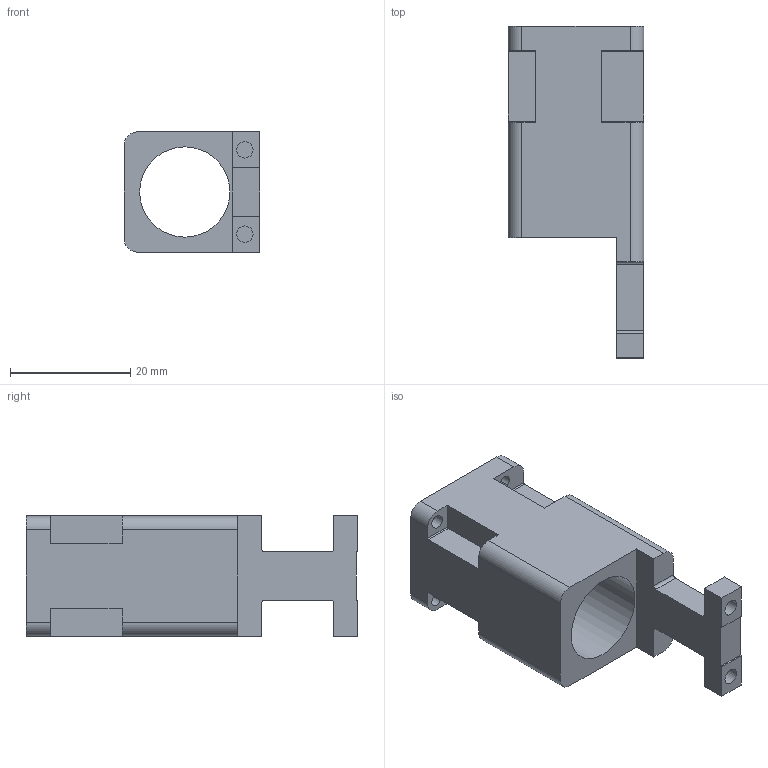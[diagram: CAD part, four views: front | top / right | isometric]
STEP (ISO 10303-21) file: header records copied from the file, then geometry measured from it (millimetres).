
FILE_DESCRIPTION(/* description */ (''),/* implementation_level */ '2;1');
FILE_NAME(/* name */ 'LBX40 - motor mount v3.stp',/* time_stamp */ '2020-09-22T23:00:16-07:00',/* author */ ('hongquanli'),/* organization */ (''),/* preprocessor_version */ 'ST-DEVELOPER v18',/* originating_system */ 'Autodesk Inventor 2020',/* authorisation */ '');
FILE_SCHEMA (('AUTOMOTIVE_DESIGN { 1 0 10303 214 3 1 1 }'));
Length unit declared in the file: millimetre
Products named in the file (1): LBX40 - motor mount v3
Bounding box: 22.6 x 55.16 x 20 mm (x, y, z)
Volume: 9269.6 mm3; surface area: 6234.3 mm2
Topology: 1 solids, 1 shells, 69 faces, 202 edges, 136 vertices
Faces by surface type: plane 37, cylinder 32
Full cylindrical faces by diameter (mm): 2.7 x2, 15 x1, 16 x1
Entity records: 2385 total; most frequent: DIRECTION 410, CARTESIAN_POINT 408, ORIENTED_EDGE 404, EDGE_CURVE 202, AXIS2_PLACEMENT_3D 138, VERTEX_POINT 136, LINE 134, VECTOR 134
